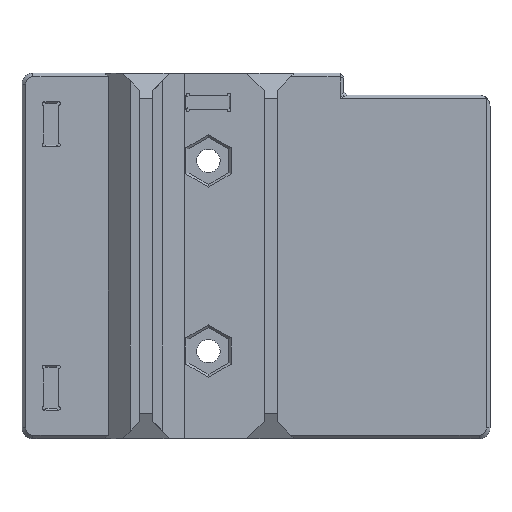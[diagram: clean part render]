
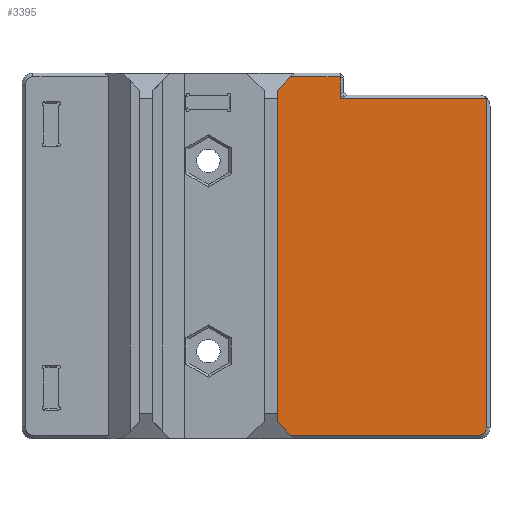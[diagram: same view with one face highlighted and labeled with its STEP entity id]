
A CAD part, top view. The second image highlights one B-rep face of the part: STEP entity #3395.
In plain terms, the highlighted planar face has unit normal (0, 0, 1).
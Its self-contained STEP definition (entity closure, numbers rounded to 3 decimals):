
#82=CIRCLE('',#3595,1.);
#235=PLANE('',#3640);
#417=FACE_OUTER_BOUND('',#623,.T.);
#623=EDGE_LOOP('',(#3043,#3044,#3045,#3046,#3047,#3048,#3049,#3050,#3051));
#748=LINE('',#4961,#1096);
#752=LINE('',#4967,#1100);
#763=LINE('',#5076,#1111);
#906=LINE('',#5833,#1254);
#909=LINE('',#5842,#1257);
#913=LINE('',#5850,#1261);
#957=LINE('',#5960,#1305);
#978=LINE('',#6002,#1326);
#1096=VECTOR('',#3923,10.);
#1100=VECTOR('',#3929,10.);
#1111=VECTOR('',#3952,10.);
#1254=VECTOR('',#4201,10.);
#1257=VECTOR('',#4212,10.);
#1261=VECTOR('',#4218,10.);
#1305=VECTOR('',#4330,10.);
#1326=VECTOR('',#4367,10.);
#1435=VERTEX_POINT('',#4594);
#1536=VERTEX_POINT('',#4958);
#1537=VERTEX_POINT('',#4960);
#1546=VERTEX_POINT('',#5075);
#1672=VERTEX_POINT('',#5826);
#1675=VERTEX_POINT('',#5831);
#1677=VERTEX_POINT('',#5840);
#1680=VERTEX_POINT('',#5848);
#1712=VERTEX_POINT('',#5958);
#1883=EDGE_CURVE('',#1536,#1537,#748,.T.);
#1887=EDGE_CURVE('',#1435,#1536,#752,.T.);
#1902=EDGE_CURVE('',#1546,#1435,#763,.T.);
#2104=EDGE_CURVE('',#1675,#1672,#906,.T.);
#2106=EDGE_CURVE('',#1537,#1675,#82,.T.);
#2109=EDGE_CURVE('',#1677,#1546,#909,.T.);
#2113=EDGE_CURVE('',#1680,#1677,#913,.T.);
#2169=EDGE_CURVE('',#1680,#1712,#957,.T.);
#2190=EDGE_CURVE('',#1672,#1712,#978,.T.);
#3043=ORIENTED_EDGE('',*,*,#1902,.F.);
#3044=ORIENTED_EDGE('',*,*,#2109,.F.);
#3045=ORIENTED_EDGE('',*,*,#2113,.F.);
#3046=ORIENTED_EDGE('',*,*,#2169,.T.);
#3047=ORIENTED_EDGE('',*,*,#2190,.F.);
#3048=ORIENTED_EDGE('',*,*,#2104,.F.);
#3049=ORIENTED_EDGE('',*,*,#2106,.F.);
#3050=ORIENTED_EDGE('',*,*,#1883,.F.);
#3051=ORIENTED_EDGE('',*,*,#1887,.F.);
#3395=ADVANCED_FACE('',(#417),#235,.T.);
#3595=AXIS2_PLACEMENT_3D('',#5836,#4206,#4207);
#3640=AXIS2_PLACEMENT_3D('',#6004,#4369,#4370);
#3923=DIRECTION('',(0.,-1.,0.));
#3929=DIRECTION('',(1.,0.,0.));
#3952=DIRECTION('',(0.,-1.,0.));
#4201=DIRECTION('',(-1.,0.,0.));
#4206=DIRECTION('center_axis',(0.,0.,
-1.));
#4207=DIRECTION('ref_axis',(0.707,-0.707,0.));
#4212=DIRECTION('',(1.,0.,0.));
#4218=DIRECTION('',(0.707,0.707,0.));
#4330=DIRECTION('',(0.,-1.,0.));
#4367=DIRECTION('',(-0.707,0.707,0.));
#4369=DIRECTION('center_axis',(0.,0.,
1.));
#4370=DIRECTION('ref_axis',(1.,0.,0.));
#4594=CARTESIAN_POINT('',(-10.2,21.5,-25.3));
#4958=CARTESIAN_POINT('',(9.8,21.5,-25.3));
#4960=CARTESIAN_POINT('',(9.8,-23.5,-25.3));
#4961=CARTESIAN_POINT('',(9.8,-12.5,-25.3));
#4967=CARTESIAN_POINT('',(-15.7,21.5,-25.3));
#5075=CARTESIAN_POINT('',(-10.2,24.5,-25.3));
#5076=CARTESIAN_POINT('',(-10.2,12.5,-25.3));
#5826=CARTESIAN_POINT('',(-16.95,-24.5,-25.3));
#5831=CARTESIAN_POINT('',(8.8,-24.5,-25.3));
#5833=CARTESIAN_POINT('',(-37.7,-24.5,-25.3));
#5836=CARTESIAN_POINT('Origin',(8.8,-23.5,-25.3));
#5840=CARTESIAN_POINT('',(-16.95,24.5,-25.3));
#5842=CARTESIAN_POINT('',(-5.7,24.5,-25.3));
#5848=CARTESIAN_POINT('',(-18.8,22.65,-25.3));
#5850=CARTESIAN_POINT('',(-24.6,16.85,-25.3));
#5958=CARTESIAN_POINT('',(-18.8,-22.65,-25.3));
#5960=CARTESIAN_POINT('',(-18.8,0.,-25.3));
#6002=CARTESIAN_POINT('',(-24.6,-16.85,-25.3));
#6004=CARTESIAN_POINT('Origin',(-21.7,0.,-25.3));
